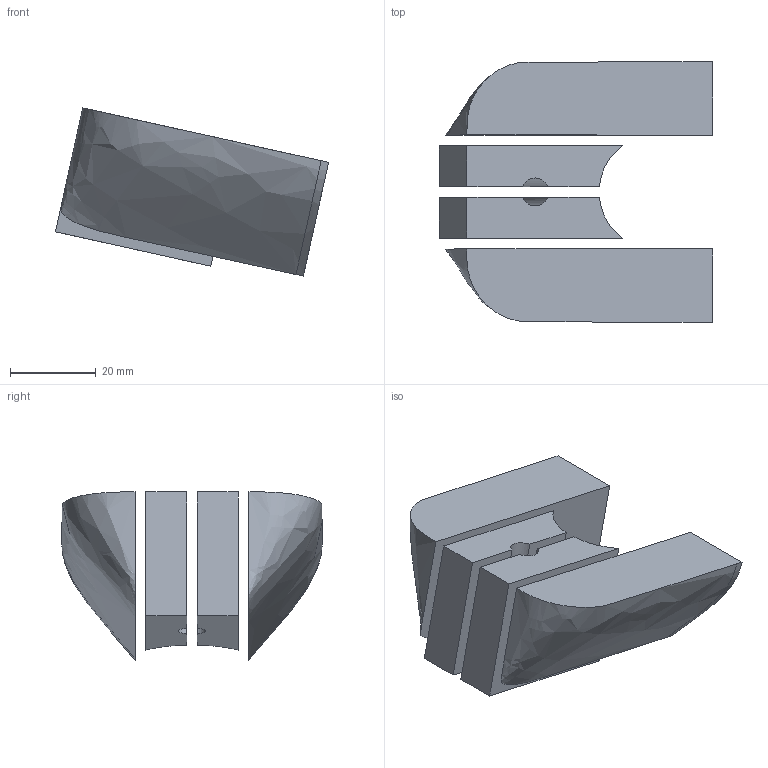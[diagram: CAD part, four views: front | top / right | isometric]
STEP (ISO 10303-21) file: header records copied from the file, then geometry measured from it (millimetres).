
FILE_DESCRIPTION(/* description */ (''),/* implementation_level */ '2;1');
FILE_NAME(/* name */ 'Gewicht.step',/* time_stamp */ '2021-12-01T19:41:35+01:00',/* author */ (''),/* organization */ (''),/* preprocessor_version */ 'ST-DEVELOPER v18.1',/* originating_system */ 'Autodesk Translation Framework v10.10.0.1391',/* authorisation */ '');
FILE_SCHEMA (('AUTOMOTIVE_DESIGN { 1 0 10303 214 3 1 1 }'));
Length unit declared in the file: millimetre
Products named in the file (1): Gewicht
Bounding box: 63.5 x 60.49 x 39.11 mm (x, y, z)
Volume: 48656.2 mm3; surface area: 16246.3 mm2
Topology: 4 solids, 4 shells, 26 faces, 56 edges, 38 vertices
Faces by surface type: plane 16, bspline 6, cylinder 4
Entity records: 8016 total; most frequent: CARTESIAN_POINT 7458, ORIENTED_EDGE 112, DIRECTION 84, EDGE_CURVE 56, VERTEX_POINT 38, AXIS2_PLACEMENT_3D 29, FACE_OUTER_BOUND 26, EDGE_LOOP 26
